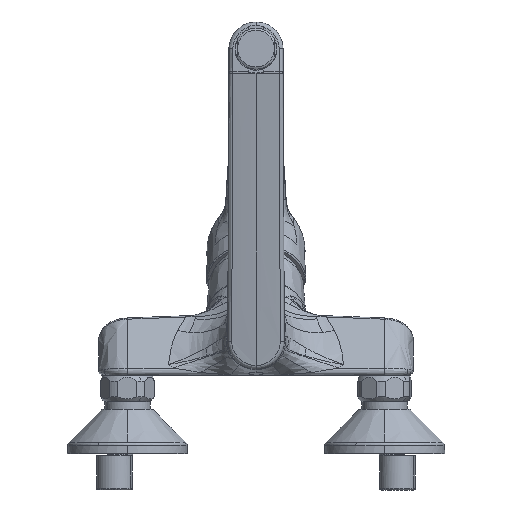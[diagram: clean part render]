
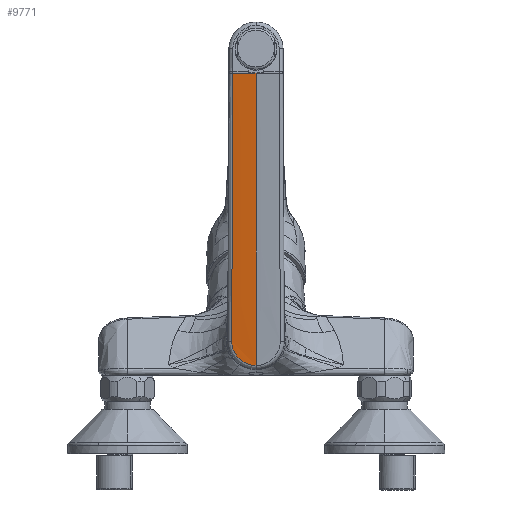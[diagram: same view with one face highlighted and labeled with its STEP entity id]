
A CAD part, front view. The second image highlights one B-rep face of the part: STEP entity #9771.
In plain terms, the highlighted free-form (B-spline) face has degree [5, 5] with [6, 6] control points.
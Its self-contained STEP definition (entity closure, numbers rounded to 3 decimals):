
#460 = CARTESIAN_POINT ( 'NONE',  ( -14.172, -65.746, 29.565 ) ) ;
#2035 = CARTESIAN_POINT ( 'NONE',  ( -3.605, -68.318, 44.237 ) ) ;
#2177 = CARTESIAN_POINT ( 'NONE',  ( -7.21, -78.538, 117.25 ) ) ;
#2331 = CARTESIAN_POINT ( 'NONE',  ( -10.813, -88.67, 190.276 ) ) ;
#3424 = CARTESIAN_POINT ( 'NONE',  ( 0., -83.511, 151.907 ) ) ;
#3773 = CARTESIAN_POINT ( 'NONE',  ( -13.525, -87.84, 185.978 ) ) ;
#4276 = B_SPLINE_CURVE_WITH_KNOTS ( 'NONE', 5,
 ( #20920, #41061, #31094, #10872, #34475, #14268 ),
 .UNSPECIFIED., .F., .F.,
 ( 6, 6 ),
 ( 0., 1. ),
 .UNSPECIFIED. ) ;
#4556 = CARTESIAN_POINT ( 'NONE',  ( -13.525, -87.84, 185.978 ) ) ;
#5420 = CARTESIAN_POINT ( 'NONE',  ( -10.812, -68.079, 44.271 ) ) ;
#5566 = CARTESIAN_POINT ( 'NONE',  ( -14.41, -78.13, 117.308 ) ) ;
#5711 = CARTESIAN_POINT ( 'NONE',  ( -18., -88.087, 190.358 ) ) ;
#5799 = EDGE_CURVE ( 'NONE', #33079, #34278, #4276, .T. ) ;
#6619 = CARTESIAN_POINT ( 'NONE',  ( 0., -88.316, 185.958 ) ) ;
#8818 = CARTESIAN_POINT ( 'NONE',  ( -18., -67.521, 44.35 ) ) ;
#8829 = EDGE_LOOP ( 'NONE', ( #16967, #27376, #22297, #28443 ) ) ;
#8963 = CARTESIAN_POINT ( 'NONE',  ( 0., -83.77, 153.74 ) ) ;
#9771 = ADVANCED_FACE ( 'NONE', ( #31253 ), #33321, .T. ) ;
#9804 = B_SPLINE_CURVE_WITH_KNOTS ( 'NONE', 5,
 ( #20227, #3424, #13562, #37168, #16962, #40519 ),
 .UNSPECIFIED., .F., .F.,
 ( 6, 6 ),
 ( 4.325, 176.269 ),
 .UNSPECIFIED. ) ;
#10464 = CARTESIAN_POINT ( 'NONE',  ( -4.422, -64.292, 15.704 ) ) ;
#10872 = CARTESIAN_POINT ( 'NONE',  ( -5.414, -88.268, 185.96 ) ) ;
#11085 = CARTESIAN_POINT ( 'NONE',  ( 0., -64.292, 15.701 ) ) ;
#11167 = CARTESIAN_POINT ( 'NONE',  ( -14.172, -65.746, 29.565 ) ) ;
#12029 = CARTESIAN_POINT ( 'NONE',  ( 0., -63.168, 7.736 ) ) ;
#12178 = CARTESIAN_POINT ( 'NONE',  ( -3.605, -73.469, 80.738 ) ) ;
#12326 = CARTESIAN_POINT ( 'NONE',  ( -7.21, -83.687, 153.752 ) ) ;
#13562 = CARTESIAN_POINT ( 'NONE',  ( 0., -78.706, 117.855 ) ) ;
#14268 = CARTESIAN_POINT ( 'NONE',  ( 0., -88.316, 185.958 ) ) ;
#15454 = CARTESIAN_POINT ( 'NONE',  ( -7.209, -63.089, 7.747 ) ) ;
#15603 = CARTESIAN_POINT ( 'NONE',  ( -10.812, -73.227, 80.772 ) ) ;
#15744 = CARTESIAN_POINT ( 'NONE',  ( -14.41, -83.275, 153.81 ) ) ;
#16962 = CARTESIAN_POINT ( 'NONE',  ( 0., -69.096, 49.752 ) ) ;
#16967 = ORIENTED_EDGE ( 'NONE', *, *, #18376, .F. ) ;
#17272 = CARTESIAN_POINT ( 'NONE',  ( -8.847, -64.411, 17.391 ) ) ;
#17968 = CARTESIAN_POINT ( 'NONE',  ( -13.953, -73.111, 81.703 ) ) ;
#18376 = EDGE_CURVE ( 'NONE', #34278, #29543, #9804, .T. ) ;
#18848 = CARTESIAN_POINT ( 'NONE',  ( -14.409, -62.694, 7.803 ) ) ;
#18988 = CARTESIAN_POINT ( 'NONE',  ( -18., -72.663, 80.852 ) ) ;
#19130 = CARTESIAN_POINT ( 'NONE',  ( 0., -88.92, 190.241 ) ) ;
#20159 = B_SPLINE_CURVE_WITH_KNOTS ( 'NONE', 5,
 ( #34068, #10464, #17272, #40811, #20660, #460 ),
 .UNSPECIFIED., .F., .F.,
 ( 6, 6 ),
 ( 0., 1. ),
 .UNSPECIFIED. ) ;
#20227 = CARTESIAN_POINT ( 'NONE',  ( 0., -88.316, 185.958 ) ) ;
#20660 = CARTESIAN_POINT ( 'NONE',  ( -14.131, -65.135, 25.21 ) ) ;
#20920 = CARTESIAN_POINT ( 'NONE',  ( -13.525, -87.84, 185.978 ) ) ;
#21563 = B_SPLINE_CURVE_WITH_KNOTS ( 'NONE', 3,
 ( #11167, #17968, #24759, #4556 ),
 .UNSPECIFIED., .F., .F.,
 ( 4, 4 ),
 ( 0., 157.967 ),
 .UNSPECIFIED. ) ;
#22245 = CARTESIAN_POINT ( 'NONE',  ( 0., -68.318, 44.237 ) ) ;
#22297 = ORIENTED_EDGE ( 'NONE', *, *, #37035, .F. ) ;
#22403 = CARTESIAN_POINT ( 'NONE',  ( -3.605, -78.619, 117.239 ) ) ;
#22544 = CARTESIAN_POINT ( 'NONE',  ( -7.211, -88.837, 190.253 ) ) ;
#24759 = CARTESIAN_POINT ( 'NONE',  ( -13.739, -80.476, 133.84 ) ) ;
#25603 = CARTESIAN_POINT ( 'NONE',  ( -7.21, -68.238, 44.248 ) ) ;
#25746 = CARTESIAN_POINT ( 'NONE',  ( -10.812, -78.375, 117.273 ) ) ;
#25883 = CARTESIAN_POINT ( 'NONE',  ( -14.41, -88.42, 190.311 ) ) ;
#27376 = ORIENTED_EDGE ( 'NONE', *, *, #5799, .F. ) ;
#28443 = ORIENTED_EDGE ( 'NONE', *, *, #33465, .F. ) ;
#29007 = CARTESIAN_POINT ( 'NONE',  ( -14.41, -67.84, 44.305 ) ) ;
#29160 = CARTESIAN_POINT ( 'NONE',  ( -18., -77.805, 117.354 ) ) ;
#29543 = VERTEX_POINT ( 'NONE', #11085 ) ;
#31094 = CARTESIAN_POINT ( 'NONE',  ( -8.121, -88.173, 185.964 ) ) ;
#31253 = FACE_OUTER_BOUND ( 'NONE', #8829, .T. ) ;
#32262 = CARTESIAN_POINT ( 'NONE',  ( -3.605, -63.168, 7.736 ) ) ;
#32410 = CARTESIAN_POINT ( 'NONE',  ( 0., -73.469, 80.738 ) ) ;
#32555 = CARTESIAN_POINT ( 'NONE',  ( -3.605, -83.77, 153.74 ) ) ;
#33079 = VERTEX_POINT ( 'NONE', #3773 ) ;
#33321 = B_SPLINE_SURFACE_WITH_KNOTS ( 'NONE', 5, 5, ( 
 ( #12029, #32262, #15454, #39015, #18848, #42362 ),
 ( #22245, #2035, #25603, #5420, #29007, #8818 ),
 ( #32410, #12178, #35793, #15603, #39150, #18988 ),
 ( #42501, #22403, #2177, #25746, #5566, #29160 ),
 ( #8963, #32555, #12326, #35941, #15744, #39294 ),
 ( #19130, #42643, #22544, #2331, #25883, #5711 ) ),
 .UNSPECIFIED., .F., .F., .F.,
 ( 6, 6 ),
 ( 6, 6 ),
 ( 0., 184.313 ),
 ( 0., 18.028 ),
 .UNSPECIFIED. ) ;
#33465 = EDGE_CURVE ( 'NONE', #29543, #41413, #20159, .T. ) ;
#34068 = CARTESIAN_POINT ( 'NONE',  ( 0., -64.292, 15.701 ) ) ;
#34278 = VERTEX_POINT ( 'NONE', #6619 ) ;
#34475 = CARTESIAN_POINT ( 'NONE',  ( -2.707, -88.316, 185.958 ) ) ;
#35793 = CARTESIAN_POINT ( 'NONE',  ( -7.21, -73.388, 80.749 ) ) ;
#35941 = CARTESIAN_POINT ( 'NONE',  ( -10.813, -83.523, 153.775 ) ) ;
#37035 = EDGE_CURVE ( 'NONE', #41413, #33079, #21563, .T. ) ;
#37168 = CARTESIAN_POINT ( 'NONE',  ( 0., -73.901, 83.804 ) ) ;
#39015 = CARTESIAN_POINT ( 'NONE',  ( -10.812, -62.931, 7.77 ) ) ;
#39150 = CARTESIAN_POINT ( 'NONE',  ( -14.41, -72.985, 80.806 ) ) ;
#39294 = CARTESIAN_POINT ( 'NONE',  ( -18., -82.946, 153.856 ) ) ;
#40080 = CARTESIAN_POINT ( 'NONE',  ( -14.172, -65.746, 29.565 ) ) ;
#40519 = CARTESIAN_POINT ( 'NONE',  ( 0., -64.292, 15.701 ) ) ;
#40811 = CARTESIAN_POINT ( 'NONE',  ( -12.379, -64.643, 20.841 ) ) ;
#41061 = CARTESIAN_POINT ( 'NONE',  ( -10.825, -88.031, 185.97 ) ) ;
#41413 = VERTEX_POINT ( 'NONE', #40080 ) ;
#42362 = CARTESIAN_POINT ( 'NONE',  ( -18., -62.379, 7.848 ) ) ;
#42501 = CARTESIAN_POINT ( 'NONE',  ( 0., -78.619, 117.239 ) ) ;
#42643 = CARTESIAN_POINT ( 'NONE',  ( -3.605, -88.92, 190.241 ) ) ;
